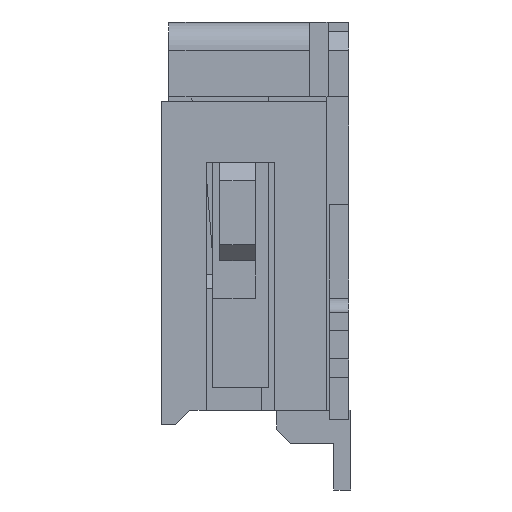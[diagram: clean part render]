
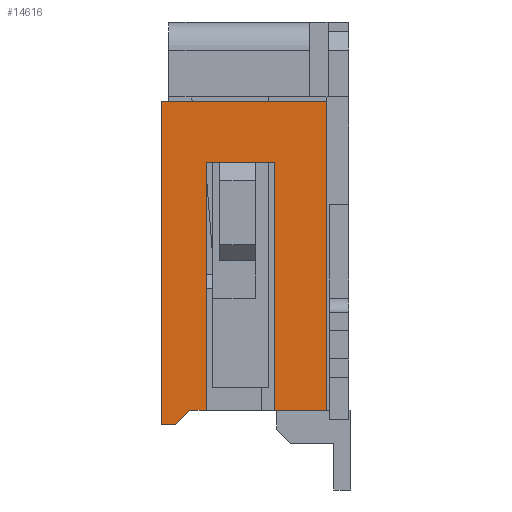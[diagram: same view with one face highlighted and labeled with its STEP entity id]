
A CAD part, left-side view. The second image highlights one B-rep face of the part: STEP entity #14616.
In plain terms, the highlighted planar face has unit normal (-1, 0, 0).
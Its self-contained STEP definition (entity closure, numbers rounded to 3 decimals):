
#4558=DIRECTION('',(0.,0.,-1.));
#4559=VECTOR('',#4558,3.3);
#4560=CARTESIAN_POINT('',(-7.15,0.24,3.45));
#4561=LINE('',#4560,#4559);
#4562=DIRECTION('',(0.,1.,0.));
#4563=VECTOR('',#4562,0.55);
#4564=CARTESIAN_POINT('',(-7.15,0.24,0.15));
#4565=LINE('',#4564,#4563);
#4566=DIRECTION('',(0.,0.,1.));
#4567=VECTOR('',#4566,2.65);
#4568=CARTESIAN_POINT('',(-7.15,0.79,0.15));
#4569=LINE('',#4568,#4567);
#4570=DIRECTION('',(0.,1.,0.));
#4571=VECTOR('',#4570,0.73);
#4572=CARTESIAN_POINT('',(-7.15,0.79,2.8));
#4573=LINE('',#4572,#4571);
#4574=DIRECTION('',(0.,0.,1.));
#4575=VECTOR('',#4574,2.65);
#4576=CARTESIAN_POINT('',(-7.15,1.52,0.15));
#4577=LINE('',#4576,#4575);
#4578=DIRECTION('',(0.,1.,0.));
#4579=VECTOR('',#4578,0.18);
#4580=CARTESIAN_POINT('',(-7.15,1.52,0.15));
#4581=LINE('',#4580,#4579);
#4582=DIRECTION('',(0.,-0.707,0.707));
#4583=VECTOR('',#4582,0.212);
#4584=CARTESIAN_POINT('',(-7.15,1.85,0.));
#4585=LINE('',#4584,#4583);
#4586=DIRECTION('',(0.,0.,1.));
#4587=VECTOR('',#4586,3.45);
#4588=CARTESIAN_POINT('',(-7.15,2.,0.));
#4589=LINE('',#4588,#4587);
#4590=DIRECTION('',(0.,-1.,0.));
#4591=VECTOR('',#4590,1.76);
#4592=CARTESIAN_POINT('',(-7.15,2.,3.45));
#4593=LINE('',#4592,#4591);
#4631=DIRECTION('',(0.,-1.,0.));
#4632=VECTOR('',#4631,0.15);
#4633=CARTESIAN_POINT('',(-7.15,2.,0.));
#4634=LINE('',#4633,#4632);
#7164=CARTESIAN_POINT('',(-7.15,2.,0.));
#7166=VERTEX_POINT('',#7164);
#7177=CARTESIAN_POINT('',(-7.15,1.85,0.));
#7179=VERTEX_POINT('',#7177);
#7183=CARTESIAN_POINT('',(-7.15,1.7,0.15));
#7184=VERTEX_POINT('',#7183);
#7199=CARTESIAN_POINT('',(-7.15,2.,3.45));
#7200=VERTEX_POINT('',#7199);
#7209=CARTESIAN_POINT('',(-7.15,0.79,2.8));
#7210=CARTESIAN_POINT('',(-7.15,1.52,2.8));
#7211=VERTEX_POINT('',#7209);
#7212=VERTEX_POINT('',#7210);
#7213=CARTESIAN_POINT('',(-7.15,1.52,0.15));
#7214=VERTEX_POINT('',#7213);
#7215=CARTESIAN_POINT('',(-7.15,0.79,0.15));
#7216=VERTEX_POINT('',#7215);
#7233=CARTESIAN_POINT('',(-7.15,0.24,3.45));
#7234=CARTESIAN_POINT('',(-7.15,0.24,0.15));
#7235=VERTEX_POINT('',#7233);
#7236=VERTEX_POINT('',#7234);
#14596=CARTESIAN_POINT('',(-7.15,2.,0.));
#14597=DIRECTION('',(-1.,0.,0.));
#14598=DIRECTION('',(0.,-1.,0.));
#14599=AXIS2_PLACEMENT_3D('',#14596,#14597,#14598);
#14600=PLANE('',#14599);
#14601=ORIENTED_EDGE('',*,*,#12345,.T.);
#14602=ORIENTED_EDGE('',*,*,#12544,.T.);
#14604=ORIENTED_EDGE('',*,*,#14603,.T.);
#14605=ORIENTED_EDGE('',*,*,#11331,.T.);
#14606=ORIENTED_EDGE('',*,*,#13590,.F.);
#14607=ORIENTED_EDGE('',*,*,#12534,.T.);
#14609=ORIENTED_EDGE('',*,*,#14608,.F.);
#14611=ORIENTED_EDGE('',*,*,#14610,.F.);
#14612=ORIENTED_EDGE('',*,*,#14555,.T.);
#14613=ORIENTED_EDGE('',*,*,#11210,.T.);
#14614=EDGE_LOOP('',(#14601,#14602,#14604,#14605,#14606,#14607,#14609,#14611,
#14612,#14613));
#14615=FACE_OUTER_BOUND('',#14614,.F.);
#14616=ADVANCED_FACE('',(#14615),#14600,.T.);
#11210=EDGE_CURVE('',#7200,#7235,#4593,.T.);
#11331=EDGE_CURVE('',#7211,#7212,#4573,.T.);
#12345=EDGE_CURVE('',#7235,#7236,#4561,.T.);
#12534=EDGE_CURVE('',#7214,#7184,#4581,.T.);
#12544=EDGE_CURVE('',#7236,#7216,#4565,.T.);
#13590=EDGE_CURVE('',#7214,#7212,#4577,.T.);
#14555=EDGE_CURVE('',#7166,#7200,#4589,.T.);
#14603=EDGE_CURVE('',#7216,#7211,#4569,.T.);
#14608=EDGE_CURVE('',#7179,#7184,#4585,.T.);
#14610=EDGE_CURVE('',#7166,#7179,#4634,.T.);
